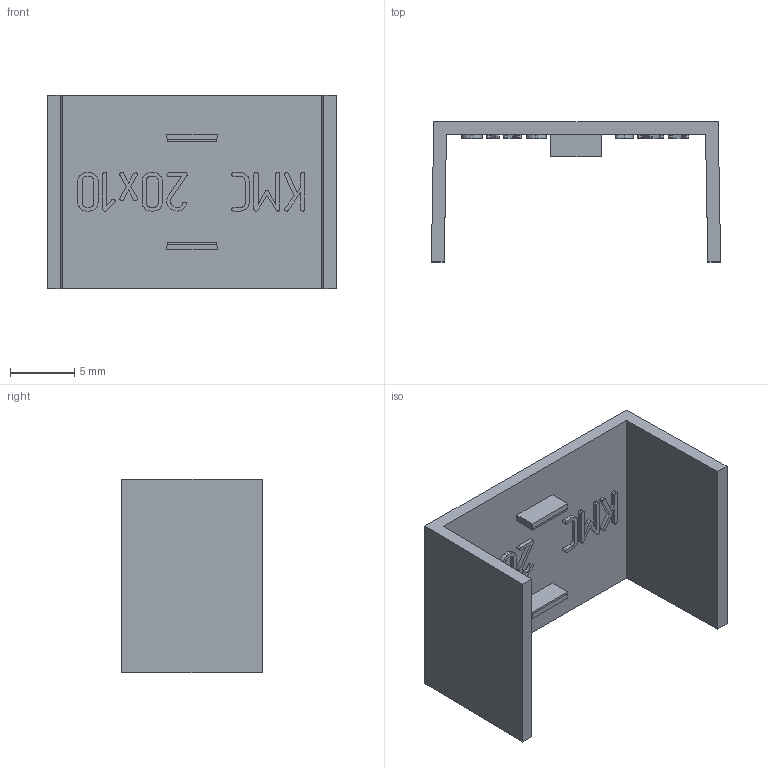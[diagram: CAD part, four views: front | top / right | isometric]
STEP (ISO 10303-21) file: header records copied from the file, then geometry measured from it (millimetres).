
FILE_DESCRIPTION (( 'STEP AP214' ), '1' );
FILE_NAME ('ÊÌÑ 20õ10 (2 î÷åðåäü)_èçì.1.STEP', '2016-06-22T13:42:30', ( '' ), ( '' ), 'SwSTEP 2.0', 'SolidWorks 2014', '' );
FILE_SCHEMA (( 'AUTOMOTIVE_DESIGN' ));
Length unit declared in the file: millimetre
Products named in the file (1): ÊÌÑ 20õ10 (2 î÷åðåäü)_èçì.1
Bounding box: 22.48 x 10.9 x 15 mm (x, y, z)
Volume: 637.5 mm3; surface area: 1443.1 mm2
Topology: 1 solids, 1 shells, 222 faces, 609 edges, 406 vertices
Faces by surface type: plane 133, bspline 87, cylinder 2
Entity records: 9445 total; most frequent: CARTESIAN_POINT 4377, ORIENTED_EDGE 1218, DIRECTION 703, EDGE_CURVE 609, VECTOR 431, LINE 431, VERTEX_POINT 406, EDGE_LOOP 239
